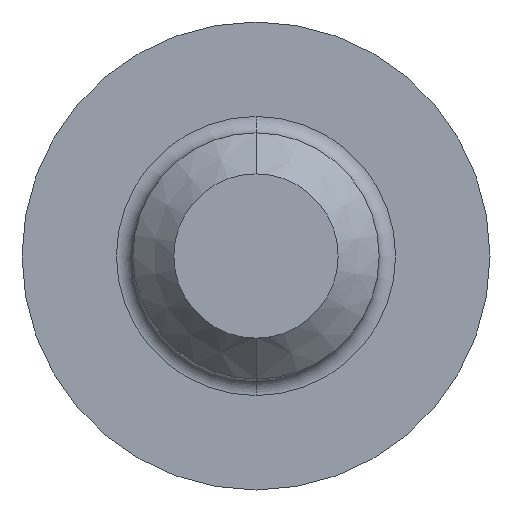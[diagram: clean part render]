
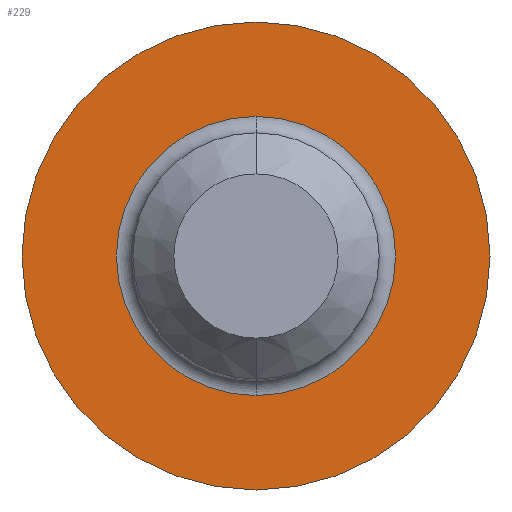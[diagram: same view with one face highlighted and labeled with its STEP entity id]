
A CAD part, front view. The second image highlights one B-rep face of the part: STEP entity #229.
In plain terms, the highlighted planar face has unit normal (0, -1, 0).
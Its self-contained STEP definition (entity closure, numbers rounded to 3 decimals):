
#17 = VERTEX_POINT ( 'NONE', #351 ) ;
#25 = EDGE_LOOP ( 'NONE', ( #447, #208 ) ) ;
#37 = AXIS2_PLACEMENT_3D ( 'NONE', #181, #81, #178 ) ;
#43 = VERTEX_POINT ( 'NONE', #207 ) ;
#81 = DIRECTION ( 'NONE',  ( 0., -1., 0. ) ) ;
#100 = PLANE ( 'NONE',  #140 ) ;
#104 = EDGE_CURVE ( 'NONE', #132, #17, #615, .T. ) ;
#132 = VERTEX_POINT ( 'NONE', #459 ) ;
#140 = AXIS2_PLACEMENT_3D ( 'NONE', #278, #266, #299 ) ;
#158 = EDGE_CURVE ( 'NONE', #17, #132, #602, .T. ) ;
#178 = DIRECTION ( 'NONE',  ( 0., 0., -1. ) ) ;
#181 = CARTESIAN_POINT ( 'NONE',  ( 0., 0., 0. ) ) ;
#192 = ORIENTED_EDGE ( 'NONE', *, *, #555, .T. ) ;
#207 = CARTESIAN_POINT ( 'NONE',  ( 0., 0., 2.85 ) ) ;
#208 = ORIENTED_EDGE ( 'NONE', *, *, #158, .T. ) ;
#212 = EDGE_LOOP ( 'NONE', ( #192, #326 ) ) ;
#229 = ADVANCED_FACE ( 'NONE', ( #577, #575 ), #100, .T. ) ;
#231 = DIRECTION ( 'NONE',  ( 0., 1., 0. ) ) ;
#248 = DIRECTION ( 'NONE',  ( 0., 1., 0. ) ) ;
#266 = DIRECTION ( 'NONE',  ( 0., -1., 0. ) ) ;
#278 = CARTESIAN_POINT ( 'NONE',  ( 0., 0., 0. ) ) ;
#299 = DIRECTION ( 'NONE',  ( 0., 0., -1. ) ) ;
#300 = VERTEX_POINT ( 'NONE', #600 ) ;
#323 = DIRECTION ( 'NONE',  ( 0., 0., -1. ) ) ;
#326 = ORIENTED_EDGE ( 'NONE', *, *, #524, .T. ) ;
#328 = DIRECTION ( 'NONE',  ( 0., 0., -1. ) ) ;
#351 = CARTESIAN_POINT ( 'NONE',  ( 0., 0., 1.7 ) ) ;
#410 = CARTESIAN_POINT ( 'NONE',  ( 0., 0., 0. ) ) ;
#433 = DIRECTION ( 'NONE',  ( 0., -1., 0. ) ) ;
#434 = AXIS2_PLACEMENT_3D ( 'NONE', #443, #248, #328 ) ;
#443 = CARTESIAN_POINT ( 'NONE',  ( 0., 0., 0. ) ) ;
#447 = ORIENTED_EDGE ( 'NONE', *, *, #104, .T. ) ;
#459 = CARTESIAN_POINT ( 'NONE',  ( 0., 0., -1.7 ) ) ;
#463 = DIRECTION ( 'NONE',  ( 0., 0., -1. ) ) ;
#491 = CIRCLE ( 'NONE', #37, 2.85 ) ;
#494 = CIRCLE ( 'NONE', #601, 2.85 ) ;
#508 = AXIS2_PLACEMENT_3D ( 'NONE', #563, #231, #323 ) ;
#524 = EDGE_CURVE ( 'NONE', #43, #300, #494, .T. ) ;
#555 = EDGE_CURVE ( 'NONE', #300, #43, #491, .T. ) ;
#563 = CARTESIAN_POINT ( 'NONE',  ( 0., 0., 0. ) ) ;
#575 = FACE_OUTER_BOUND ( 'NONE', #212, .T. ) ;
#577 = FACE_BOUND ( 'NONE', #25, .T. ) ;
#600 = CARTESIAN_POINT ( 'NONE',  ( 0., 0., -2.85 ) ) ;
#601 = AXIS2_PLACEMENT_3D ( 'NONE', #410, #433, #463 ) ;
#602 = CIRCLE ( 'NONE', #508, 1.7 ) ;
#615 = CIRCLE ( 'NONE', #434, 1.7 ) ;
